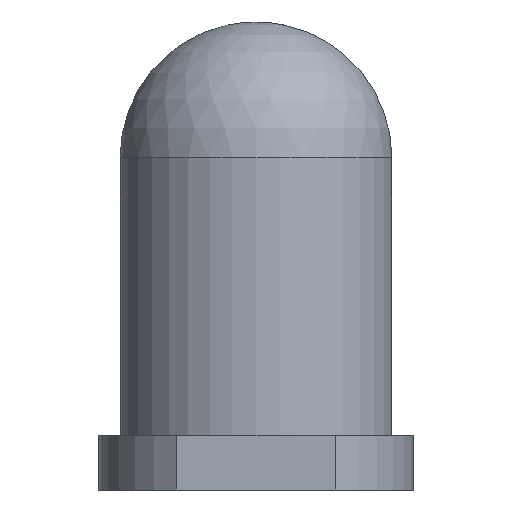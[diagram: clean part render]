
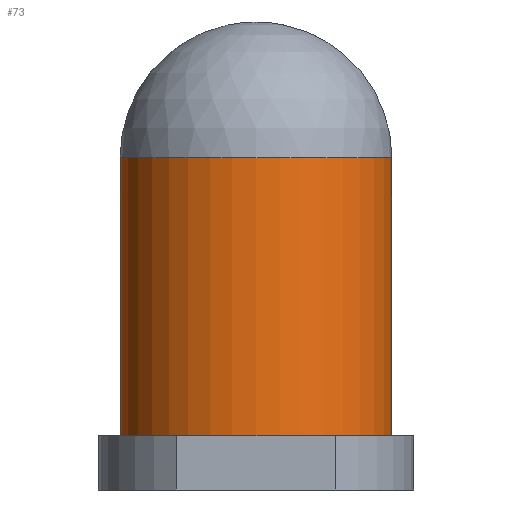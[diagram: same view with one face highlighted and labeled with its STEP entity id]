
A CAD part, left-side view. The second image highlights one B-rep face of the part: STEP entity #73.
In plain terms, the highlighted cylindrical face has radius 2.5 mm (diameter 5 mm), a full revolution.
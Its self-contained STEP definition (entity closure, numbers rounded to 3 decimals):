
#55=FACE_BOUND('',#100,.T.);
#56=FACE_BOUND('',#101,.T.);
#73=ADVANCED_FACE('',(#55,#56),#78,.T.);
#78=CYLINDRICAL_SURFACE('',#216,2.5);
#100=EDGE_LOOP('',(#156));
#101=EDGE_LOOP('',(#157));
#156=ORIENTED_EDGE('',*,*,#188,.F.);
#157=ORIENTED_EDGE('',*,*,#187,.T.);
#169=VERTEX_POINT('',#303);
#170=VERTEX_POINT('',#310);
#187=EDGE_CURVE('',#169,#169,#195,.T.);
#188=EDGE_CURVE('',#170,#170,#196,.T.);
#195=CIRCLE('',#212,2.5);
#196=CIRCLE('',#215,2.5);
#212=AXIS2_PLACEMENT_3D('',#306,#258,#259);
#215=AXIS2_PLACEMENT_3D('',#309,#264,#265);
#216=AXIS2_PLACEMENT_3D('',#311,#266,#267);
#258=DIRECTION('',(0.,0.,1.));
#259=DIRECTION('',(0.,1.,0.));
#264=DIRECTION('',(0.,0.,1.));
#265=DIRECTION('',(0.,1.,0.));
#266=DIRECTION('',(0.,0.,-1.));
#267=DIRECTION('',(0.,-1.,0.));
#303=CARTESIAN_POINT('',(5.5,48.,26.5));
#306=CARTESIAN_POINT('',(8.,48.,26.5));
#309=CARTESIAN_POINT('',(8.,48.,31.61));
#310=CARTESIAN_POINT('',(8.,50.5,31.61));
#311=CARTESIAN_POINT('',(8.,48.,31.61));
